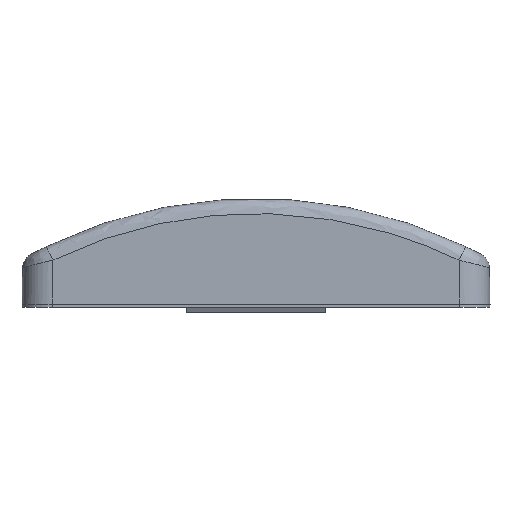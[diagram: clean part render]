
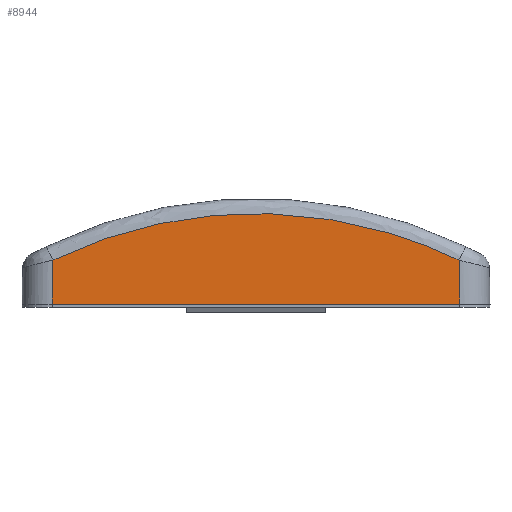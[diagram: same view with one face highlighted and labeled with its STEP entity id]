
A CAD part, left-side view. The second image highlights one B-rep face of the part: STEP entity #8944.
In plain terms, the highlighted face is planar.
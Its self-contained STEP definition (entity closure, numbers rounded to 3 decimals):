
#655 = DIRECTION ( 'NONE',  ( 0.017, -1., 0. ) ) ;
#770 =( BOUNDED_CURVE ( )  B_SPLINE_CURVE ( 3, ( #11476, #10090, #11211, #16764 ),
 .UNSPECIFIED., .F., .F. ) 
 B_SPLINE_CURVE_WITH_KNOTS ( ( 4, 4 ),
 ( 0., 1. ),
 .UNSPECIFIED. ) 
 CURVE ( )  GEOMETRIC_REPRESENTATION_ITEM ( )  RATIONAL_B_SPLINE_CURVE ( ( 1., 0.933, 0.933, 1. ) ) 
 REPRESENTATION_ITEM ( '' )  );
#2027 = VECTOR ( 'NONE', #655, 1000. ) ;
#2094 = FACE_OUTER_BOUND ( 'NONE', #17749, .T. ) ;
#2939 = CARTESIAN_POINT ( 'NONE',  ( -67.498, 0., 22.5 ) ) ;
#3029 = LINE ( 'NONE', #2939, #15840 ) ;
#3636 = CARTESIAN_POINT ( 'NONE',  ( -67.244, 14.559, 22.5 ) ) ;
#3838 = VERTEX_POINT ( 'NONE', #9866 ) ;
#4205 = DIRECTION ( 'NONE',  ( 0., 0., -1. ) ) ;
#4329 = EDGE_CURVE ( 'NONE', #7023, #3838, #770, .T. ) ;
#4864 = CARTESIAN_POINT ( 'NONE',  ( -67.498, 0., 22.5 ) ) ;
#5280 = CARTESIAN_POINT ( 'NONE',  ( 67.498, 0., 22.5 ) ) ;
#7023 = VERTEX_POINT ( 'NONE', #3636 ) ;
#7074 = CARTESIAN_POINT ( 'NONE',  ( 0., -124.143, 22.5 ) ) ;
#7207 = AXIS2_PLACEMENT_3D ( 'NONE', #7074, #4205, #12660 ) ;
#7622 = PLANE ( 'NONE',  #7207 ) ;
#7695 = ORIENTED_EDGE ( 'NONE', *, *, #8527, .T. ) ;
#7921 = DIRECTION ( 'NONE',  ( 1., 0., 0. ) ) ;
#8527 = EDGE_CURVE ( 'NONE', #11817, #13205, #9205, .T. ) ;
#8944 = ADVANCED_FACE ( 'NONE', ( #2094 ), #7622, .F. ) ;
#9205 = LINE ( 'NONE', #17531, #9879 ) ;
#9866 = CARTESIAN_POINT ( 'NONE',  ( 67.244, 14.559, 22.5 ) ) ;
#9879 = VECTOR ( 'NONE', #7921, 1000. ) ;
#10090 = CARTESIAN_POINT ( 'NONE',  ( -24.019, 35.515, 22.5 ) ) ;
#10831 = ORIENTED_EDGE ( 'NONE', *, *, #4329, .F. ) ;
#11211 = CARTESIAN_POINT ( 'NONE',  ( 24.019, 35.515, 22.5 ) ) ;
#11476 = CARTESIAN_POINT ( 'NONE',  ( -67.244, 14.559, 22.5 ) ) ;
#11817 = VERTEX_POINT ( 'NONE', #4864 ) ;
#12660 = DIRECTION ( 'NONE',  ( -1., 0., 0. ) ) ;
#13205 = VERTEX_POINT ( 'NONE', #5280 ) ;
#14257 = LINE ( 'NONE', #16987, #2027 ) ;
#14330 = ORIENTED_EDGE ( 'NONE', *, *, #14590, .F. ) ;
#14590 = EDGE_CURVE ( 'NONE', #3838, #13205, #14257, .T. ) ;
#14816 = ORIENTED_EDGE ( 'NONE', *, *, #16476, .F. ) ;
#15787 = DIRECTION ( 'NONE',  ( 0.017, 1., 0. ) ) ;
#15840 = VECTOR ( 'NONE', #15787, 1000. ) ;
#16476 = EDGE_CURVE ( 'NONE', #11817, #7023, #3029, .T. ) ;
#16764 = CARTESIAN_POINT ( 'NONE',  ( 67.244, 14.559, 22.5 ) ) ;
#16987 = CARTESIAN_POINT ( 'NONE',  ( 69.644, -122.928, 22.5 ) ) ;
#17531 = CARTESIAN_POINT ( 'NONE',  ( -77.5, 0., 22.5 ) ) ;
#17749 = EDGE_LOOP ( 'NONE', ( #10831, #14816, #7695, #14330 ) ) ;
